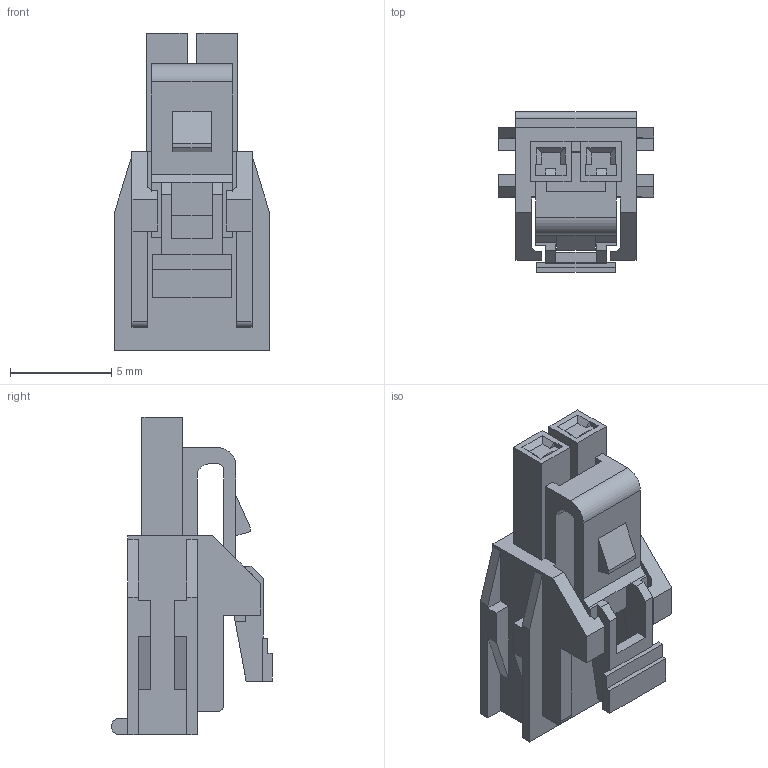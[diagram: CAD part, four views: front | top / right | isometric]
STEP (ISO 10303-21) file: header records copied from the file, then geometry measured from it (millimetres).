
FILE_DESCRIPTION(/* description */ (''),/* implementation_level */ '2;1');
FILE_NAME(/* name */ '1053071202wbm000_01_214.stp',/* time_stamp */ '2021-10-06T01:07:22+06:00',/* author */ (''),/* organization */ (''),/* preprocessor_version */ 'ST-DEVELOPER v16.7',/* originating_system */ 'SIEMENS PLM Software NX 1919',/* authorisation */ '');
FILE_SCHEMA (('AUTOMOTIVE_DESIGN { 1 0 10303 214 3 1 1 1 }'));
Length unit declared in the file: millimetre
Products named in the file (1): 1053071202wbm000_01
Bounding box: 7.7 x 7.96 x 15.7 mm (x, y, z)
Volume: 339.5 mm3; surface area: 644.8 mm2
Topology: 1 solids, 1 shells, 177 faces, 494 edges, 322 vertices
Faces by surface type: plane 170, cylinder 7
Entity records: 5574 total; most frequent: CARTESIAN_POINT 994, ORIENTED_EDGE 988, DIRECTION 864, EDGE_CURVE 494, LINE 480, VECTOR 480, VERTEX_POINT 322, AXIS2_PLACEMENT_3D 192
